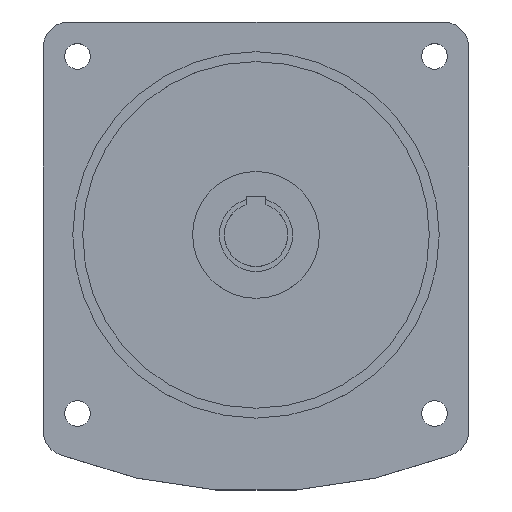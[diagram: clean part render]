
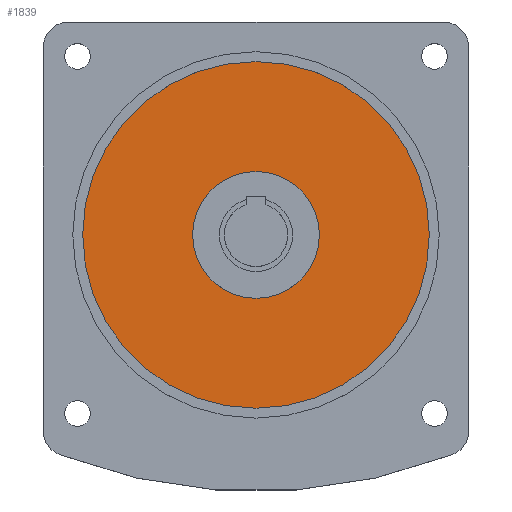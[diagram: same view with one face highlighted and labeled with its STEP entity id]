
A CAD part, top view. The second image highlights one B-rep face of the part: STEP entity #1839.
In plain terms, the highlighted planar face has unit normal (0, 0, 1).
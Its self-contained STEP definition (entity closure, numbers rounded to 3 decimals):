
#54 = EDGE_CURVE ( 'NONE', #2305, #3920, #1953, .T. ) ;
#309 = AXIS2_PLACEMENT_3D ( 'NONE', #1489, #1505, #3922 ) ;
#319 = CIRCLE ( 'NONE', #1885, 87.5 ) ;
#783 = CARTESIAN_POINT ( 'NONE',  ( -32., 0., 0. ) ) ;
#904 = DIRECTION ( 'NONE',  ( 0., 0., 1. ) ) ;
#940 = CARTESIAN_POINT ( 'NONE',  ( 0., 0., 0. ) ) ;
#1018 = CARTESIAN_POINT ( 'NONE',  ( -87.5, 0., 0. ) ) ;
#1253 = PLANE ( 'NONE',  #2597 ) ;
#1292 = FACE_OUTER_BOUND ( 'NONE', #3337, .T. ) ;
#1479 = ORIENTED_EDGE ( 'NONE', *, *, #54, .F. ) ;
#1489 = CARTESIAN_POINT ( 'NONE',  ( 0., 0., 0. ) ) ;
#1505 = DIRECTION ( 'NONE',  ( 0., 0., 1. ) ) ;
#1548 = ORIENTED_EDGE ( 'NONE', *, *, #3872, .F. ) ;
#1666 = DIRECTION ( 'NONE',  ( 0., 0., 1. ) ) ;
#1719 = DIRECTION ( 'NONE',  ( 1., 0., 0. ) ) ;
#1839 = ADVANCED_FACE ( 'NONE', ( #1292, #3271 ), #1253, .T. ) ;
#1843 = EDGE_CURVE ( 'NONE', #3951, #2978, #2893, .T. ) ;
#1885 = AXIS2_PLACEMENT_3D ( 'NONE', #3837, #3452, #1719 ) ;
#1953 = CIRCLE ( 'NONE', #2925, 32. ) ;
#2107 = ORIENTED_EDGE ( 'NONE', *, *, #1843, .F. ) ;
#2305 = VERTEX_POINT ( 'NONE', #2617 ) ;
#2379 = DIRECTION ( 'NONE',  ( 1., 0., 0. ) ) ;
#2597 = AXIS2_PLACEMENT_3D ( 'NONE', #3695, #1666, #3362 ) ;
#2617 = CARTESIAN_POINT ( 'NONE',  ( 32., 0., 0. ) ) ;
#2683 = AXIS2_PLACEMENT_3D ( 'NONE', #940, #3391, #2379 ) ;
#2753 = EDGE_LOOP ( 'NONE', ( #1548, #1479 ) ) ;
#2893 = CIRCLE ( 'NONE', #2683, 87.5 ) ;
#2925 = AXIS2_PLACEMENT_3D ( 'NONE', #3014, #904, #3628 ) ;
#2951 = CARTESIAN_POINT ( 'NONE',  ( 87.5, 0., 0. ) ) ;
#2978 = VERTEX_POINT ( 'NONE', #1018 ) ;
#3014 = CARTESIAN_POINT ( 'NONE',  ( 0., 0., 0. ) ) ;
#3271 = FACE_BOUND ( 'NONE', #2753, .T. ) ;
#3337 = EDGE_LOOP ( 'NONE', ( #3645, #2107 ) ) ;
#3362 = DIRECTION ( 'NONE',  ( 1., 0., 0. ) ) ;
#3391 = DIRECTION ( 'NONE',  ( 0., 0., -1. ) ) ;
#3452 = DIRECTION ( 'NONE',  ( 0., 0., -1. ) ) ;
#3628 = DIRECTION ( 'NONE',  ( 1., 0., 0. ) ) ;
#3645 = ORIENTED_EDGE ( 'NONE', *, *, #4167, .F. ) ;
#3695 = CARTESIAN_POINT ( 'NONE',  ( 0., 144.142, 0. ) ) ;
#3837 = CARTESIAN_POINT ( 'NONE',  ( 0., 0., 0. ) ) ;
#3872 = EDGE_CURVE ( 'NONE', #3920, #2305, #4383, .T. ) ;
#3920 = VERTEX_POINT ( 'NONE', #783 ) ;
#3922 = DIRECTION ( 'NONE',  ( 1., 0., 0. ) ) ;
#3951 = VERTEX_POINT ( 'NONE', #2951 ) ;
#4167 = EDGE_CURVE ( 'NONE', #2978, #3951, #319, .T. ) ;
#4383 = CIRCLE ( 'NONE', #309, 32. ) ;
